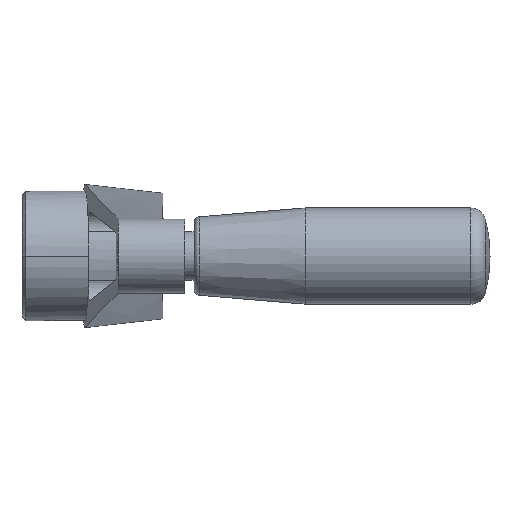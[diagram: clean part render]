
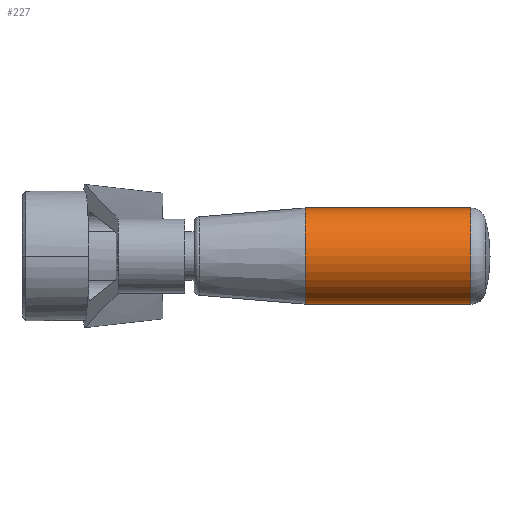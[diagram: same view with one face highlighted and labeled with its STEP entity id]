
A CAD part, front view. The second image highlights one B-rep face of the part: STEP entity #227.
In plain terms, the highlighted cylindrical face has radius 13 mm (diameter 26 mm), a partial arc.
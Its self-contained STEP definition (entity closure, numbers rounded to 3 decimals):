
#227=ADVANCED_FACE('',(#451),#452,.T.);
#451=FACE_OUTER_BOUND('',#845,.T.);
#452=CYLINDRICAL_SURFACE('',#846,13.0);
#845=EDGE_LOOP('',(#1409,#1410,#1411,#1412));
#846=AXIS2_PLACEMENT_3D('',#1413,#1414,#1415);
#1409=ORIENTED_EDGE('',*,*,#1552,.T.);
#1410=ORIENTED_EDGE('',*,*,#1591,.F.);
#1411=ORIENTED_EDGE('',*,*,#1554,.T.);
#1412=ORIENTED_EDGE('',*,*,#1638,.T.);
#1413=CARTESIAN_POINT('',(98.928,-160.0,0.));
#1414=DIRECTION('',(1.0,0.0,0.));
#1415=DIRECTION('',(0.,0.,-1.0));
#1552=EDGE_CURVE('',#1841,#1842,#1843,.T.);
#1554=EDGE_CURVE('',#1846,#1844,#1847,.T.);
#1591=EDGE_CURVE('',#1846,#1842,#1906,.T.);
#1638=EDGE_CURVE('',#1844,#1841,#1963,.T.);
#1841=VERTEX_POINT('',#2384);
#1842=VERTEX_POINT('',#2385);
#1843=LINE('',#2386,#2387);
#1844=VERTEX_POINT('',#2388);
#1846=VERTEX_POINT('',#2390);
#1847=LINE('',#2391,#2392);
#1906=CIRCLE('',#2488,13.0);
#1963=CIRCLE('',#2586,13.0);
#2384=CARTESIAN_POINT('',(76.5,-160.0,-13.0));
#2385=CARTESIAN_POINT('',(121.357,-160.0,-13.0));
#2386=CARTESIAN_POINT('',(98.928,-160.0,-13.0));
#2387=VECTOR('',#2739,1.0);
#2388=CARTESIAN_POINT('',(76.5,-160.0,13.));
#2390=CARTESIAN_POINT('',(121.357,-160.0,13.));
#2391=CARTESIAN_POINT('',(98.928,-160.0,13.));
#2392=VECTOR('',#2743,1.0);
#2488=AXIS2_PLACEMENT_3D('',#2799,#2800,#2801);
#2586=AXIS2_PLACEMENT_3D('',#2846,#2847,#2848);
#2739=DIRECTION('',(1.0,0.0,0.));
#2743=DIRECTION('',(-1.0,-0.0,0.));
#2799=CARTESIAN_POINT('',(121.357,-160.0,0.));
#2800=DIRECTION('',(1.0,0.0,0.));
#2801=DIRECTION('',(0.,0.,-1.0));
#2846=CARTESIAN_POINT('',(76.5,-160.0,0.));
#2847=DIRECTION('',(1.0,0.0,0.));
#2848=DIRECTION('',(0.,0.,-1.0));
